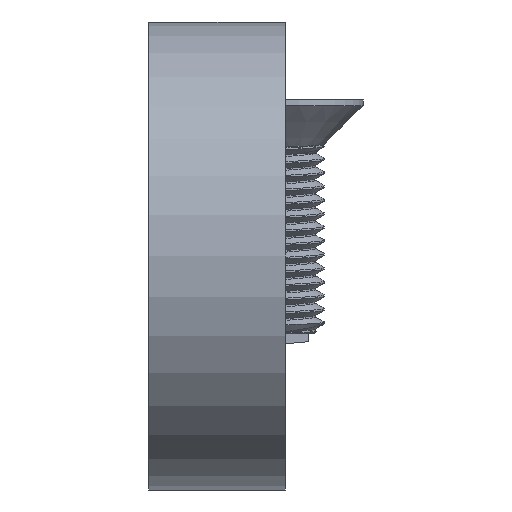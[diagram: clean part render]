
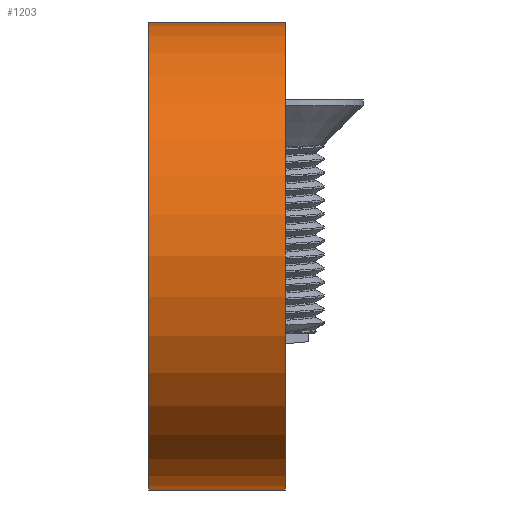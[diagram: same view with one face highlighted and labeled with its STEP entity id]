
A CAD part, front view. The second image highlights one B-rep face of the part: STEP entity #1203.
In plain terms, the highlighted cylindrical face has radius 12 mm (diameter 24 mm), a partial arc.
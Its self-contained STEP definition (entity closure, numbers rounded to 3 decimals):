
#139=FACE_OUTER_BOUND('',#216,.T.);
#216=EDGE_LOOP('',(#1081,#1082,#1083,#1084));
#248=CIRCLE('',#1305,12.);
#254=CIRCLE('',#1319,12.);
#388=LINE('',#4846,#462);
#389=LINE('',#4850,#463);
#462=VECTOR('',#1590,10.);
#463=VECTOR('',#1595,10.);
#563=VERTEX_POINT('',#4807);
#566=VERTEX_POINT('',#4813);
#574=VERTEX_POINT('',#4844);
#575=VERTEX_POINT('',#4848);
#731=EDGE_CURVE('',#563,#566,#248,.T.);
#747=EDGE_CURVE('',#574,#566,#388,.T.);
#748=EDGE_CURVE('',#575,#574,#254,.T.);
#749=EDGE_CURVE('',#575,#563,#389,.T.);
#1081=ORIENTED_EDGE('',*,*,#748,.F.);
#1082=ORIENTED_EDGE('',*,*,#749,.T.);
#1083=ORIENTED_EDGE('',*,*,#731,.T.);
#1084=ORIENTED_EDGE('',*,*,#747,.F.);
#1136=CYLINDRICAL_SURFACE('',#1318,12.);
#1203=ADVANCED_FACE('',(#139),#1136,.T.);
#1305=AXIS2_PLACEMENT_3D('',#4815,#1554,#1555);
#1318=AXIS2_PLACEMENT_3D('',#4847,#1591,#1592);
#1319=AXIS2_PLACEMENT_3D('',#4849,#1593,#1594);
#1554=DIRECTION('center_axis',(1.,0.,0.));
#1555=DIRECTION('ref_axis',(0.,0.,
1.));
#1590=DIRECTION('',(-1.,0.,0.));
#1591=DIRECTION('center_axis',(1.,0.,0.));
#1592=DIRECTION('ref_axis',(0.,0.,1.));
#1593=DIRECTION('center_axis',(1.,0.,0.));
#1594=DIRECTION('ref_axis',(0.,0.,
1.));
#1595=DIRECTION('',(-1.,0.,0.));
#4807=CARTESIAN_POINT('',(-7.,-16.,4.));
#4813=CARTESIAN_POINT('',(-7.,-16.,-20.));
#4815=CARTESIAN_POINT('Origin',(-7.,-16.,-8.));
#4844=CARTESIAN_POINT('',(0.,-16.,-20.));
#4846=CARTESIAN_POINT('',(0.,-16.,-20.));
#4847=CARTESIAN_POINT('Origin',(0.,-16.,-8.));
#4848=CARTESIAN_POINT('',(0.,-16.,4.));
#4849=CARTESIAN_POINT('Origin',(0.,-16.,-8.));
#4850=CARTESIAN_POINT('',(0.,-16.,4.));
